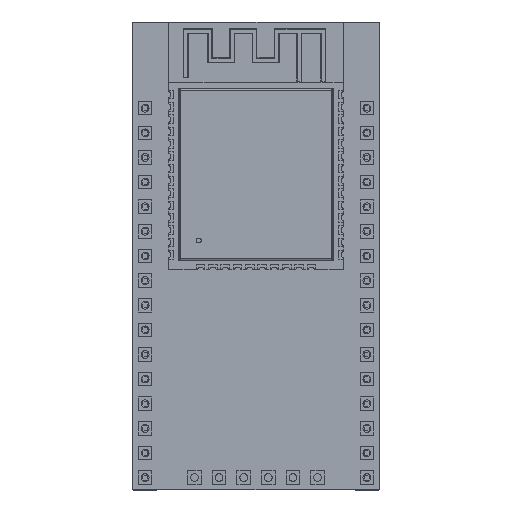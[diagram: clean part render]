
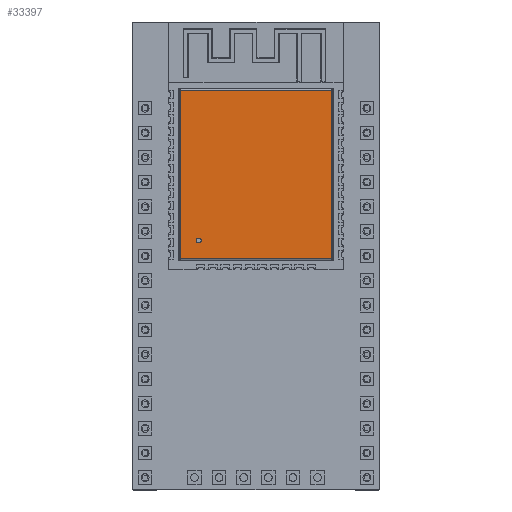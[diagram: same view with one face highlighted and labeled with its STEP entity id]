
A CAD part, top view. The second image highlights one B-rep face of the part: STEP entity #33397.
In plain terms, the highlighted face is planar.
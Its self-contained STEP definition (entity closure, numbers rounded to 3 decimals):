
#660=FACE_BOUND('',#5195,.T.);
#1206=PLANE('',#35800);
#3014=FACE_OUTER_BOUND('',#5194,.T.);
#5194=EDGE_LOOP('',(#25772,#25773,#25774,#25775));
#5195=EDGE_LOOP('',(#25776));
#7711=LINE('',#49282,#11885);
#7712=LINE('',#49284,#11886);
#7713=LINE('',#49286,#11887);
#7714=LINE('',#49287,#11888);
#11885=VECTOR('',#40132,1000.);
#11886=VECTOR('',#40133,1000.);
#11887=VECTOR('',#40134,1000.);
#11888=VECTOR('',#40135,1000.);
#15215=CIRCLE('',#35785,0.25);
#16295=VERTEX_POINT('',#49210);
#16320=VERTEX_POINT('',#49280);
#16321=VERTEX_POINT('',#49281);
#16322=VERTEX_POINT('',#49283);
#16323=VERTEX_POINT('',#49285);
#19808=EDGE_CURVE('',#16295,#16295,#15215,.T.);
#19841=EDGE_CURVE('',#16320,#16321,#7711,.T.);
#19842=EDGE_CURVE('',#16321,#16322,#7712,.T.);
#19843=EDGE_CURVE('',#16322,#16323,#7713,.T.);
#19844=EDGE_CURVE('',#16323,#16320,#7714,.T.);
#25772=ORIENTED_EDGE('',*,*,#19841,.T.);
#25773=ORIENTED_EDGE('',*,*,#19842,.T.);
#25774=ORIENTED_EDGE('',*,*,#19843,.T.);
#25775=ORIENTED_EDGE('',*,*,#19844,.T.);
#25776=ORIENTED_EDGE('',*,*,#19808,.F.);
#33397=ADVANCED_FACE('',(#3014,#660),#1206,.T.);
#35785=AXIS2_PLACEMENT_3D('',#49212,#40072,#40073);
#35800=AXIS2_PLACEMENT_3D('',#49279,#40130,#40131);
#40072=DIRECTION('center_axis',(0.,1.,0.));
#40073=DIRECTION('ref_axis',(1.,0.,0.));
#40130=DIRECTION('center_axis',(0.,1.,0.));
#40131=DIRECTION('ref_axis',(1.,0.,0.));
#40132=DIRECTION('',(1.,0.,0.));
#40133=DIRECTION('',(0.,0.,-1.));
#40134=DIRECTION('',(-1.,0.,0.));
#40135=DIRECTION('',(0.,0.,1.));
#49210=CARTESIAN_POINT('',(-6.15,3.25,9.795));
#49212=CARTESIAN_POINT('Origin',(-5.9,3.25,9.795));
#49279=CARTESIAN_POINT('Origin',(0.,3.25,0.));
#49280=CARTESIAN_POINT('',(-7.8,3.25,11.695));
#49281=CARTESIAN_POINT('',(7.8,3.25,11.695));
#49282=CARTESIAN_POINT('',(7.9,3.25,11.695));
#49283=CARTESIAN_POINT('',(7.8,3.25,-5.705));
#49284=CARTESIAN_POINT('',(7.8,3.25,-5.805));
#49285=CARTESIAN_POINT('',(-7.8,3.25,-5.705));
#49286=CARTESIAN_POINT('',(-7.9,3.25,-5.705));
#49287=CARTESIAN_POINT('',(-7.8,3.25,11.795));
